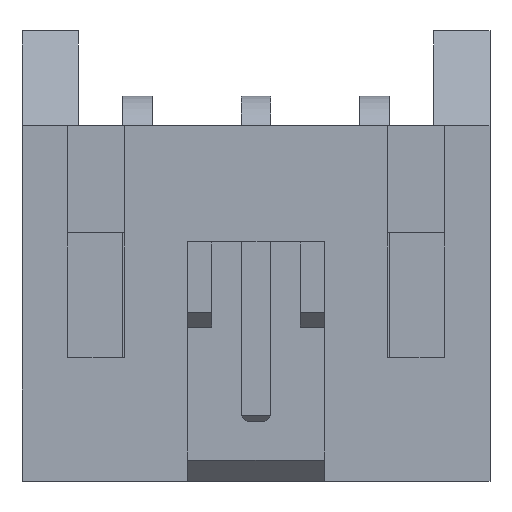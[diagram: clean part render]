
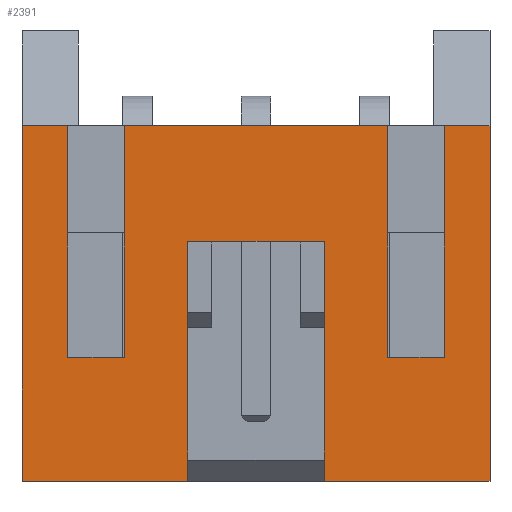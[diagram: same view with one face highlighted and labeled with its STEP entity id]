
A CAD part, front view. The second image highlights one B-rep face of the part: STEP entity #2391.
In plain terms, the highlighted planar face has unit normal (0, -1, 0).
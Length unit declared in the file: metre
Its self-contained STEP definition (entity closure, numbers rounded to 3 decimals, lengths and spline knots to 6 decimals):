
#111=LINE('',#3830,#426);
#115=LINE('',#3838,#430);
#119=LINE('',#3846,#434);
#153=LINE('',#3916,#468);
#169=LINE('',#3947,#484);
#182=LINE('',#3973,#497);
#206=LINE('',#4014,#521);
#207=LINE('',#4016,#522);
#208=LINE('',#4019,#523);
#209=LINE('',#4020,#524);
#210=LINE('',#4022,#525);
#211=LINE('',#4024,#526);
#212=LINE('',#4025,#527);
#213=LINE('',#4027,#528);
#214=LINE('',#4029,#529);
#215=LINE('',#4030,#530);
#426=VECTOR('',#3129,1.);
#430=VECTOR('',#3133,1.);
#434=VECTOR('',#3137,1.);
#468=VECTOR('',#3179,1.);
#484=VECTOR('',#3199,1.);
#497=VECTOR('',#3222,1.);
#521=VECTOR('',#3256,1.);
#522=VECTOR('',#3259,1.);
#523=VECTOR('',#3260,1.);
#524=VECTOR('',#3261,1.);
#525=VECTOR('',#3262,1.);
#526=VECTOR('',#3263,1.);
#527=VECTOR('',#3264,1.);
#528=VECTOR('',#3265,1.);
#529=VECTOR('',#3266,1.);
#530=VECTOR('',#3267,1.);
#877=ORIENTED_EDGE('',*,*,#1526,.F.);
#878=ORIENTED_EDGE('',*,*,#1527,.F.);
#879=ORIENTED_EDGE('',*,*,#1500,.F.);
#880=ORIENTED_EDGE('',*,*,#1525,.T.);
#881=ORIENTED_EDGE('',*,*,#1435,.T.);
#882=ORIENTED_EDGE('',*,*,#1528,.F.);
#883=ORIENTED_EDGE('',*,*,#1529,.F.);
#884=ORIENTED_EDGE('',*,*,#1530,.F.);
#885=ORIENTED_EDGE('',*,*,#1431,.T.);
#886=ORIENTED_EDGE('',*,*,#1531,.F.);
#887=ORIENTED_EDGE('',*,*,#1532,.F.);
#888=ORIENTED_EDGE('',*,*,#1533,.F.);
#889=ORIENTED_EDGE('',*,*,#1427,.T.);
#890=ORIENTED_EDGE('',*,*,#1470,.F.);
#891=ORIENTED_EDGE('',*,*,#1486,.F.);
#892=ORIENTED_EDGE('',*,*,#1534,.F.);
#1427=EDGE_CURVE('',#1767,#1766,#111,.T.);
#1431=EDGE_CURVE('',#1771,#1770,#115,.T.);
#1435=EDGE_CURVE('',#1775,#1774,#119,.T.);
#1470=EDGE_CURVE('',#1806,#1766,#153,.T.);
#1486=EDGE_CURVE('',#1819,#1806,#169,.T.);
#1500=EDGE_CURVE('',#1827,#1828,#182,.T.);
#1525=EDGE_CURVE('',#1827,#1775,#206,.T.);
#1526=EDGE_CURVE('',#1840,#1841,#207,.T.);
#1527=EDGE_CURVE('',#1828,#1840,#208,.T.);
#1528=EDGE_CURVE('',#1842,#1774,#209,.T.);
#1529=EDGE_CURVE('',#1843,#1842,#210,.T.);
#1530=EDGE_CURVE('',#1771,#1843,#211,.T.);
#1531=EDGE_CURVE('',#1844,#1770,#212,.T.);
#1532=EDGE_CURVE('',#1845,#1844,#213,.T.);
#1533=EDGE_CURVE('',#1767,#1845,#214,.T.);
#1534=EDGE_CURVE('',#1841,#1819,#215,.T.);
#1766=VERTEX_POINT('',#3829);
#1767=VERTEX_POINT('',#3831);
#1770=VERTEX_POINT('',#3837);
#1771=VERTEX_POINT('',#3839);
#1774=VERTEX_POINT('',#3845);
#1775=VERTEX_POINT('',#3847);
#1806=VERTEX_POINT('',#3915);
#1819=VERTEX_POINT('',#3946);
#1827=VERTEX_POINT('',#3972);
#1828=VERTEX_POINT('',#3974);
#1840=VERTEX_POINT('',#4017);
#1841=VERTEX_POINT('',#4018);
#1842=VERTEX_POINT('',#4021);
#1843=VERTEX_POINT('',#4023);
#1844=VERTEX_POINT('',#4026);
#1845=VERTEX_POINT('',#4028);
#1940=EDGE_LOOP('',(#877,#878,#879,#880,#881,#882,#883,#884,#885,#886,#887,
#888,#889,#890,#891,#892));
#2077=FACE_BOUND('',#1940,.T.);
#2206=PLANE('',#2910);
#2391=ADVANCED_FACE('',(#2077),#2206,.F.);
#2910=AXIS2_PLACEMENT_3D('',#4015,#3257,#3258);
#3129=DIRECTION('',(-1.,0.,0.));
#3133=DIRECTION('',(-1.,0.,0.));
#3137=DIRECTION('',(-1.,0.,0.));
#3179=DIRECTION('',(0.,0.,1.));
#3199=DIRECTION('',(-1.,0.,0.));
#3222=DIRECTION('',(-1.,0.,0.));
#3256=DIRECTION('',(0.,0.,1.));
#3257=DIRECTION('',(0.,1.,0.));
#3258=DIRECTION('',(1.,0.,0.));
#3259=DIRECTION('',(-1.,0.,0.));
#3260=DIRECTION('',(0.,0.,1.));
#3261=DIRECTION('',(0.,0.,1.));
#3262=DIRECTION('',(1.,0.,0.));
#3263=DIRECTION('',(0.,0.,-1.));
#3264=DIRECTION('',(0.,0.,1.));
#3265=DIRECTION('',(1.,0.,0.));
#3266=DIRECTION('',(0.,0.,-1.));
#3267=DIRECTION('',(0.,0.,-1.));
#3829=CARTESIAN_POINT('',(-0.013031,-0.0048,-0.00302));
#3830=CARTESIAN_POINT('',(-0.013031,-0.0048,-0.00302));
#3831=CARTESIAN_POINT('',(-0.012261,-0.0048,-0.00302));
#3837=CARTESIAN_POINT('',(-0.011301,-0.0048,-0.00302));
#3838=CARTESIAN_POINT('',(-0.013031,-0.0048,-0.00302));
#3839=CARTESIAN_POINT('',(-0.006861,-0.0048,-0.00302));
#3845=CARTESIAN_POINT('',(-0.005901,-0.0048,-0.00302));
#3846=CARTESIAN_POINT('',(-0.013031,-0.0048,-0.00302));
#3847=CARTESIAN_POINT('',(-0.005131,-0.0048,-0.00302));
#3915=CARTESIAN_POINT('',(-0.013031,-0.0048,-0.00902));
#3916=CARTESIAN_POINT('',(-0.013031,-0.0048,-0.00902));
#3946=CARTESIAN_POINT('',(-0.010231,-0.0048,-0.00902));
#3947=CARTESIAN_POINT('',(-0.013031,-0.0048,-0.00902));
#3972=CARTESIAN_POINT('',(-0.005131,-0.0048,-0.00902));
#3973=CARTESIAN_POINT('',(-0.013031,-0.0048,-0.00902));
#3974=CARTESIAN_POINT('',(-0.007931,-0.0048,-0.00902));
#4014=CARTESIAN_POINT('',(-0.005131,-0.0048,-0.00902));
#4015=CARTESIAN_POINT('',(-0.013031,-0.0048,-0.00902));
#4016=CARTESIAN_POINT('',(-0.007931,-0.0048,-0.00497));
#4017=CARTESIAN_POINT('',(-0.007931,-0.0048,-0.00497));
#4018=CARTESIAN_POINT('',(-0.010231,-0.0048,-0.00497));
#4019=CARTESIAN_POINT('',(-0.007931,-0.0048,-0.00902));
#4020=CARTESIAN_POINT('',(-0.005901,-0.0048,-0.00693));
#4021=CARTESIAN_POINT('',(-0.005901,-0.0048,-0.00693));
#4022=CARTESIAN_POINT('',(-0.005901,-0.0048,-0.00693));
#4023=CARTESIAN_POINT('',(-0.006861,-0.0048,-0.00693));
#4024=CARTESIAN_POINT('',(-0.006861,-0.0048,-0.00693));
#4025=CARTESIAN_POINT('',(-0.011301,-0.0048,-0.00693));
#4026=CARTESIAN_POINT('',(-0.011301,-0.0048,-0.00693));
#4027=CARTESIAN_POINT('',(-0.005901,-0.0048,-0.00693));
#4028=CARTESIAN_POINT('',(-0.012261,-0.0048,-0.00693));
#4029=CARTESIAN_POINT('',(-0.012261,-0.0048,-0.00693));
#4030=CARTESIAN_POINT('',(-0.010231,-0.0048,-0.00902));
